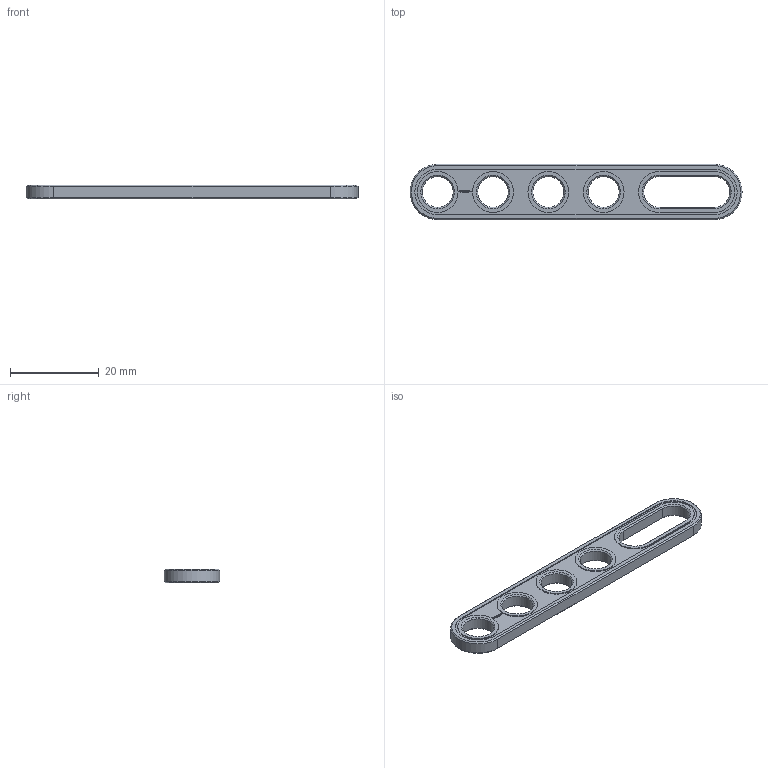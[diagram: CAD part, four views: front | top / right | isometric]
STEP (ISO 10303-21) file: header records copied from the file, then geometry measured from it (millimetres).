
FILE_DESCRIPTION(('FreeCAD Model'),'2;1');
FILE_NAME('Open CASCADE Shape Model','2021-02-23T23:19:19',( 'Paulo Kiefe'),('STEMFIE.org'),'Open CASCADE STEP processor 7.4', 'FreeCAD','Unknown');
FILE_SCHEMA(('AUTOMOTIVE_DESIGN { 1 0 10303 214 1 1 1 1 }'));
Length unit declared in the file: millimetre
Products named in the file (1): Brace_STR_SLT_SE_ERR_-_BU06x01x00.25x02_SPN-BRC-0128_(stemfie.org)
Bounding box: 75 x 12.5 x 3.12 mm (x, y, z)
Volume: 1867 mm3; surface area: 2145.3 mm2
Topology: 1 solids, 1 shells, 565 faces, 1549 edges, 1026 vertices
Faces by surface type: plane 337, extrusion 196, cone 16, cylinder 16
Full cylindrical faces by diameter (mm): 7 x4, 9.2 x4
Entity records: 39410 total; most frequent: CARTESIAN_POINT 9911, DIRECTION 4643, VECTOR 3775, LINE 3579, ORIENTED_EDGE 3098, PCURVE 3098, DEFINITIONAL_REPRESENTATION 3098, EDGE_CURVE 1549
